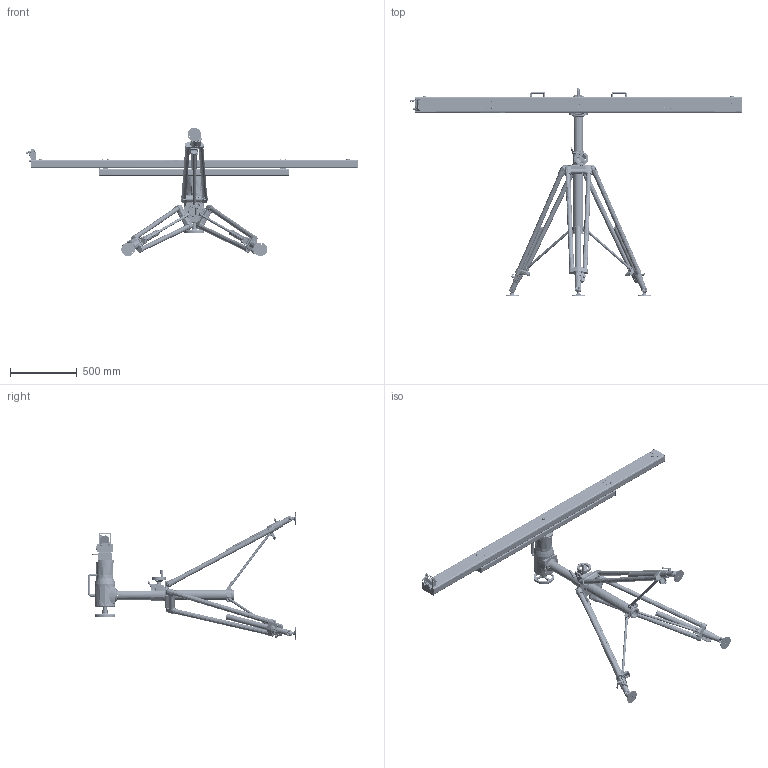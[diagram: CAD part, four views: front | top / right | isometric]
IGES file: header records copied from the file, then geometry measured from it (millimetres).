
Start section: SolidWorks IGES file using analytic representation for surfaces
Global section: file name: KinAiry on MGS.IGS; native system: SolidWorks 2017; preprocessor: SolidWorks 2017; author: jlind; date: 180110.104206; units: inch
Bounding box: 2481.77 x 1559.14 x 958.65 mm (x, y, z)
Surface area: 4287856.8 mm2 (no closed solid volume)
Topology: 0 solids, 116 shells, 16713 faces, 40183 edges, 23673 vertices
Faces by surface type: revolution 9340, plane 6873, bspline 500
